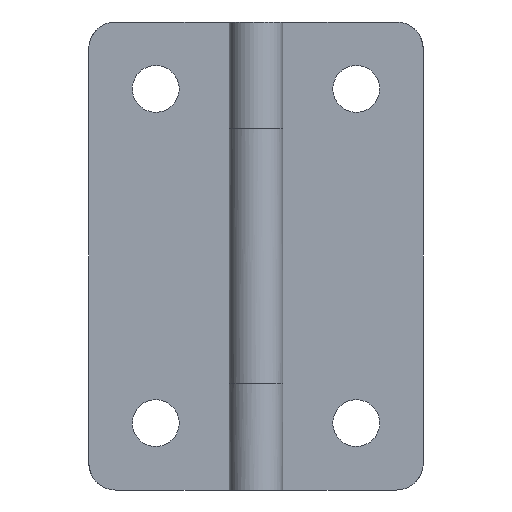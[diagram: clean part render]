
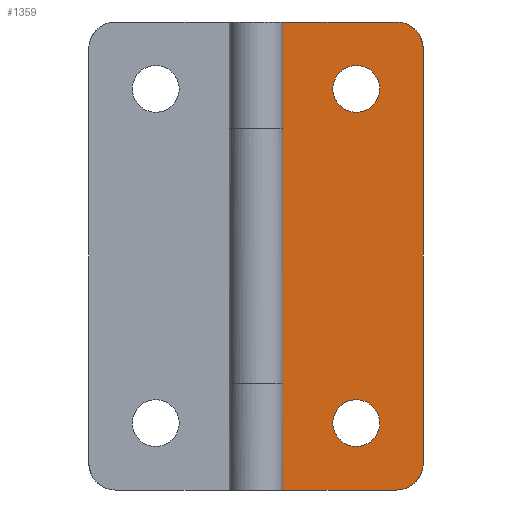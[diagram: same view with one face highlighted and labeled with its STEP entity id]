
A CAD part, front view. The second image highlights one B-rep face of the part: STEP entity #1359.
In plain terms, the highlighted free-form (B-spline) face has degree [1, 1] with [2, 2] control points.
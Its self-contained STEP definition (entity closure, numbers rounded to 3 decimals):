
#313=CARTESIAN_POINT('',(7.5,4.8,31.75));
#314=VERTEX_POINT('',#313);
#315=CARTESIAN_POINT('',(5.755,4.8,30.137));
#316=VERTEX_POINT('',#315);
#317=CARTESIAN_POINT('',(7.5,4.8,31.75));
#318=CARTESIAN_POINT('',(5.882,4.8,31.75));
#319=CARTESIAN_POINT('',(5.755,4.8,30.137));
#327=(BOUNDED_CURVE()B_SPLINE_CURVE(2,(#317,#318,#319),.UNSPECIFIED.,.F.,.U.)B_SPLINE_CURVE_WITH_KNOTS((3,3),(0.0,0.236),.UNSPECIFIED.)CURVE()GEOMETRIC_REPRESENTATION_ITEM()RATIONAL_B_SPLINE_CURVE((1.0,0.723,0.97))REPRESENTATION_ITEM(''));
#328=EDGE_CURVE('',#314,#316,#327,.T.);
#369=CARTESIAN_POINT('',(9.245,4.8,29.863));
#370=VERTEX_POINT('',#369);
#376=CARTESIAN_POINT('',(9.245,4.8,29.863));
#377=CARTESIAN_POINT('',(9.25,4.8,29.931));
#378=CARTESIAN_POINT('',(9.25,4.8,30.0));
#379=CARTESIAN_POINT('',(9.25,4.8,31.75));
#380=CARTESIAN_POINT('',(7.5,4.8,31.75));
#388=(BOUNDED_CURVE()B_SPLINE_CURVE(2,(#376,#377,#378,#379,#380),.UNSPECIFIED.,.F.,.U.)B_SPLINE_CURVE_WITH_KNOTS((3,2,3),(0.736,0.75,1.0),.UNSPECIFIED.)CURVE()GEOMETRIC_REPRESENTATION_ITEM()RATIONAL_B_SPLINE_CURVE((0.97,0.984,1.0,0.707,1.0))REPRESENTATION_ITEM(''));
#389=EDGE_CURVE('',#370,#314,#388,.T.);
#412=CARTESIAN_POINT('',(7.5,4.8,28.25));
#413=VERTEX_POINT('',#412);
#414=CARTESIAN_POINT('',(5.755,4.8,30.137));
#415=CARTESIAN_POINT('',(5.75,4.8,30.069));
#416=CARTESIAN_POINT('',(5.75,4.8,30.0));
#417=CARTESIAN_POINT('',(5.75,4.8,28.25));
#418=CARTESIAN_POINT('',(7.5,4.8,28.25));
#426=(BOUNDED_CURVE()B_SPLINE_CURVE(2,(#414,#415,#416,#417,#418),.UNSPECIFIED.,.F.,.U.)B_SPLINE_CURVE_WITH_KNOTS((3,2,3),(0.236,0.25,0.5),.UNSPECIFIED.)CURVE()GEOMETRIC_REPRESENTATION_ITEM()RATIONAL_B_SPLINE_CURVE((0.97,0.984,1.0,0.707,1.0))REPRESENTATION_ITEM(''));
#427=EDGE_CURVE('',#316,#413,#426,.T.);
#429=CARTESIAN_POINT('',(7.5,4.8,28.25));
#430=CARTESIAN_POINT('',(9.118,4.8,28.25));
#431=CARTESIAN_POINT('',(9.245,4.8,29.863));
#439=(BOUNDED_CURVE()B_SPLINE_CURVE(2,(#429,#430,#431),.UNSPECIFIED.,.F.,.U.)B_SPLINE_CURVE_WITH_KNOTS((3,3),(0.5,0.736),.UNSPECIFIED.)CURVE()GEOMETRIC_REPRESENTATION_ITEM()RATIONAL_B_SPLINE_CURVE((1.0,0.723,0.97))REPRESENTATION_ITEM(''));
#440=EDGE_CURVE('',#413,#370,#439,.T.);
#495=CARTESIAN_POINT('',(7.5,4.8,6.75));
#496=VERTEX_POINT('',#495);
#497=CARTESIAN_POINT('',(5.755,4.8,5.137));
#498=VERTEX_POINT('',#497);
#499=CARTESIAN_POINT('',(7.5,4.8,6.75));
#500=CARTESIAN_POINT('',(5.882,4.8,6.75));
#501=CARTESIAN_POINT('',(5.755,4.8,5.137));
#509=(BOUNDED_CURVE()B_SPLINE_CURVE(2,(#499,#500,#501),.UNSPECIFIED.,.F.,.U.)B_SPLINE_CURVE_WITH_KNOTS((3,3),(0.0,0.236),.UNSPECIFIED.)CURVE()GEOMETRIC_REPRESENTATION_ITEM()RATIONAL_B_SPLINE_CURVE((1.0,0.723,0.97))REPRESENTATION_ITEM(''));
#510=EDGE_CURVE('',#496,#498,#509,.T.);
#551=CARTESIAN_POINT('',(9.245,4.8,4.863));
#552=VERTEX_POINT('',#551);
#558=CARTESIAN_POINT('',(9.245,4.8,4.863));
#559=CARTESIAN_POINT('',(9.25,4.8,4.931));
#560=CARTESIAN_POINT('',(9.25,4.8,5.0));
#561=CARTESIAN_POINT('',(9.25,4.8,6.75));
#562=CARTESIAN_POINT('',(7.5,4.8,6.75));
#570=(BOUNDED_CURVE()B_SPLINE_CURVE(2,(#558,#559,#560,#561,#562),.UNSPECIFIED.,.F.,.U.)B_SPLINE_CURVE_WITH_KNOTS((3,2,3),(0.736,0.75,1.0),.UNSPECIFIED.)CURVE()GEOMETRIC_REPRESENTATION_ITEM()RATIONAL_B_SPLINE_CURVE((0.97,0.984,1.0,0.707,1.0))REPRESENTATION_ITEM(''));
#571=EDGE_CURVE('',#552,#496,#570,.T.);
#594=CARTESIAN_POINT('',(7.5,4.8,3.25));
#595=VERTEX_POINT('',#594);
#596=CARTESIAN_POINT('',(5.755,4.8,5.137));
#597=CARTESIAN_POINT('',(5.75,4.8,5.069));
#598=CARTESIAN_POINT('',(5.75,4.8,5.0));
#599=CARTESIAN_POINT('',(5.75,4.8,3.25));
#600=CARTESIAN_POINT('',(7.5,4.8,3.25));
#608=(BOUNDED_CURVE()B_SPLINE_CURVE(2,(#596,#597,#598,#599,#600),.UNSPECIFIED.,.F.,.U.)B_SPLINE_CURVE_WITH_KNOTS((3,2,3),(0.236,0.25,0.5),.UNSPECIFIED.)CURVE()GEOMETRIC_REPRESENTATION_ITEM()RATIONAL_B_SPLINE_CURVE((0.97,0.984,1.0,0.707,1.0))REPRESENTATION_ITEM(''));
#609=EDGE_CURVE('',#498,#595,#608,.T.);
#611=CARTESIAN_POINT('',(7.5,4.8,3.25));
#612=CARTESIAN_POINT('',(9.118,4.8,3.25));
#613=CARTESIAN_POINT('',(9.245,4.8,4.863));
#621=(BOUNDED_CURVE()B_SPLINE_CURVE(2,(#611,#612,#613),.UNSPECIFIED.,.F.,.U.)B_SPLINE_CURVE_WITH_KNOTS((3,3),(0.5,0.736),.UNSPECIFIED.)CURVE()GEOMETRIC_REPRESENTATION_ITEM()RATIONAL_B_SPLINE_CURVE((1.0,0.723,0.97))REPRESENTATION_ITEM(''));
#622=EDGE_CURVE('',#595,#552,#621,.T.);
#927=CARTESIAN_POINT('',(10.5,4.8,35.0));
#928=VERTEX_POINT('',#927);
#934=CARTESIAN_POINT('',(12.5,4.8,33.0));
#935=VERTEX_POINT('',#934);
#936=CARTESIAN_POINT('',(12.5,4.8,33.0));
#937=CARTESIAN_POINT('',(12.5,4.8,35.));
#938=CARTESIAN_POINT('',(10.5,4.8,35.0));
#946=(BOUNDED_CURVE()B_SPLINE_CURVE(2,(#936,#937,#938),.UNSPECIFIED.,.F.,.U.)CURVE()GEOMETRIC_REPRESENTATION_ITEM()QUASI_UNIFORM_CURVE()RATIONAL_B_SPLINE_CURVE((1.0,0.707,1.0))REPRESENTATION_ITEM(''));
#947=EDGE_CURVE('',#935,#928,#946,.T.);
#988=CARTESIAN_POINT('',(12.5,4.8,2.0));
#989=VERTEX_POINT('',#988);
#995=CARTESIAN_POINT('',(10.5,4.8,0.0));
#996=VERTEX_POINT('',#995);
#997=CARTESIAN_POINT('',(10.5,4.8,0.0));
#998=CARTESIAN_POINT('',(12.5,4.8,0.0));
#999=CARTESIAN_POINT('',(12.5,4.8,2.0));
#1007=(BOUNDED_CURVE()B_SPLINE_CURVE(2,(#997,#998,#999),.UNSPECIFIED.,.F.,.U.)CURVE()GEOMETRIC_REPRESENTATION_ITEM()QUASI_UNIFORM_CURVE()RATIONAL_B_SPLINE_CURVE((1.0,0.707,1.0))REPRESENTATION_ITEM(''));
#1008=EDGE_CURVE('',#996,#989,#1007,.T.);
#1037=CARTESIAN_POINT('',(2.0,4.8,0.0));
#1038=VERTEX_POINT('',#1037);
#1039=CARTESIAN_POINT('',(10.5,4.8,0.0));
#1040=CARTESIAN_POINT('',(2.0,4.8,0.0));
#1041=QUASI_UNIFORM_CURVE('',1,(#1039,#1040),.UNSPECIFIED.,.F.,.U.);
#1042=EDGE_CURVE('',#996,#1038,#1041,.T.);
#1168=CARTESIAN_POINT('',(2.0,4.8,35.0));
#1169=VERTEX_POINT('',#1168);
#1175=CARTESIAN_POINT('',(10.5,4.8,35.0));
#1176=CARTESIAN_POINT('',(2.0,4.8,35.0));
#1177=QUASI_UNIFORM_CURVE('',1,(#1175,#1176),.UNSPECIFIED.,.F.,.U.);
#1178=EDGE_CURVE('',#928,#1169,#1177,.T.);
#1282=CARTESIAN_POINT('',(2.0,4.8,35.0));
#1283=CARTESIAN_POINT('',(2.0,4.8,0.0));
#1284=QUASI_UNIFORM_CURVE('',1,(#1282,#1283),.UNSPECIFIED.,.F.,.U.);
#1285=EDGE_CURVE('',#1169,#1038,#1284,.T.);
#1299=CARTESIAN_POINT('',(12.5,4.8,33.0));
#1300=CARTESIAN_POINT('',(12.5,4.8,2.0));
#1301=QUASI_UNIFORM_CURVE('',1,(#1299,#1300),.UNSPECIFIED.,.F.,.U.);
#1302=EDGE_CURVE('',#935,#989,#1301,.T.);
#1334=CARTESIAN_POINT('',(1.476,4.8,36.748));
#1335=CARTESIAN_POINT('',(1.476,4.8,-1.748));
#1336=CARTESIAN_POINT('',(13.024,4.8,36.748));
#1337=CARTESIAN_POINT('',(13.024,4.8,-1.748));
#1338=B_SPLINE_SURFACE_WITH_KNOTS('',1,1,((#1334,#1336),(#1335,#1337)),.UNSPECIFIED.,.F.,.F.,.U.,(2,2),(2,2),(0.0,38.497),(0.0,11.549),.UNSPECIFIED.);
#1339=ORIENTED_EDGE('',*,*,#1042,.F.);
#1340=ORIENTED_EDGE('',*,*,#1008,.T.);
#1341=ORIENTED_EDGE('',*,*,#1302,.F.);
#1342=ORIENTED_EDGE('',*,*,#947,.T.);
#1343=ORIENTED_EDGE('',*,*,#1178,.T.);
#1344=ORIENTED_EDGE('',*,*,#1285,.T.);
#1345=EDGE_LOOP('',(#1339,#1340,#1341,#1342,#1343,#1344));
#1346=FACE_OUTER_BOUND('',#1345,.T.);
#1347=ORIENTED_EDGE('',*,*,#622,.F.);
#1348=ORIENTED_EDGE('',*,*,#609,.F.);
#1349=ORIENTED_EDGE('',*,*,#510,.F.);
#1350=ORIENTED_EDGE('',*,*,#571,.F.);
#1351=EDGE_LOOP('',(#1347,#1348,#1349,#1350));
#1352=FACE_BOUND('',#1351,.T.);
#1353=ORIENTED_EDGE('',*,*,#440,.F.);
#1354=ORIENTED_EDGE('',*,*,#427,.F.);
#1355=ORIENTED_EDGE('',*,*,#328,.F.);
#1356=ORIENTED_EDGE('',*,*,#389,.F.);
#1357=EDGE_LOOP('',(#1353,#1354,#1355,#1356));
#1358=FACE_BOUND('',#1357,.T.);
#1359=ADVANCED_FACE('',(#1346,#1352,#1358),#1338,.T.);
